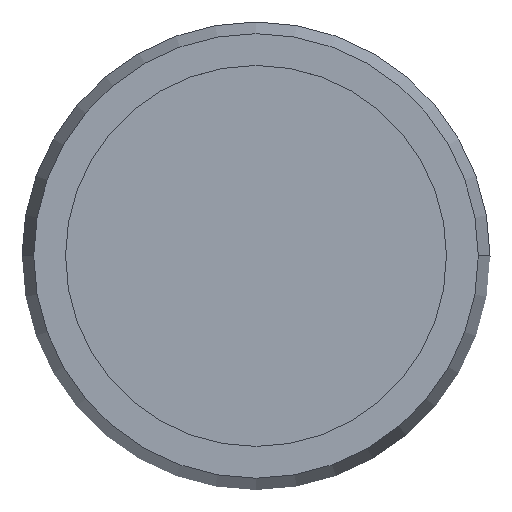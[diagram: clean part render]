
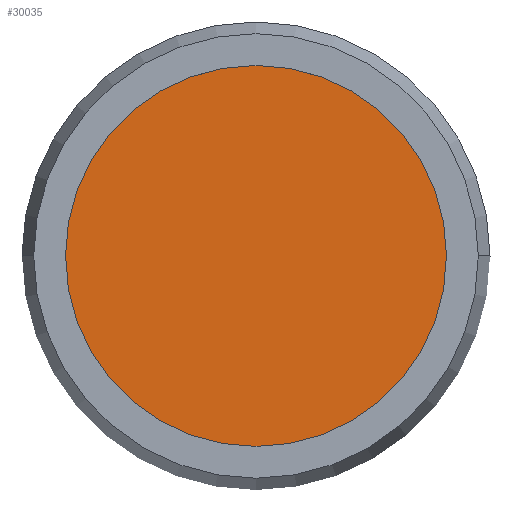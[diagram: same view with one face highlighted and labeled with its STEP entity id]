
A CAD part, top view. The second image highlights one B-rep face of the part: STEP entity #30035.
In plain terms, the highlighted planar face has unit normal (0, 0, 1).
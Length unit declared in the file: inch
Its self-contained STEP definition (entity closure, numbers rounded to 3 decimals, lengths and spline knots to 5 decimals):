
#2689 = CIRCLE ( 'NONE', #12781, 0.65081 ) ;
#3090 = DIRECTION ( 'NONE',  ( 0., 0., 1. ) ) ;
#3181 = PLANE ( 'NONE',  #24982 ) ;
#4693 = CIRCLE ( 'NONE', #18439, 0.65081 ) ;
#4955 = EDGE_CURVE ( 'NONE', #10202, #10598, #4693, .T. ) ;
#5079 = DIRECTION ( 'NONE',  ( 1., 0., 0. ) ) ;
#7448 = DIRECTION ( 'NONE',  ( 0., 0., 1. ) ) ;
#8457 = DIRECTION ( 'NONE',  ( 0., 0., 1. ) ) ;
#8540 = ORIENTED_EDGE ( 'NONE', *, *, #4955, .T. ) ;
#10202 = VERTEX_POINT ( 'NONE', #14265 ) ;
#10598 = VERTEX_POINT ( 'NONE', #23998 ) ;
#12781 = AXIS2_PLACEMENT_3D ( 'NONE', #18065, #8457, #13669 ) ;
#12815 = CARTESIAN_POINT ( 'NONE',  ( 0., 0., -0.01 ) ) ;
#13669 = DIRECTION ( 'NONE',  ( 1., 0., 0. ) ) ;
#14265 = CARTESIAN_POINT ( 'NONE',  ( -0.65081, 0., -0.01 ) ) ;
#14558 = FACE_OUTER_BOUND ( 'NONE', #24609, .T. ) ;
#14629 = DIRECTION ( 'NONE',  ( 1., 0., 0. ) ) ;
#18065 = CARTESIAN_POINT ( 'NONE',  ( 0., 0., -0.01 ) ) ;
#18439 = AXIS2_PLACEMENT_3D ( 'NONE', #24732, #3090, #14629 ) ;
#23998 = CARTESIAN_POINT ( 'NONE',  ( 0.65081, 0., -0.01 ) ) ;
#24609 = EDGE_LOOP ( 'NONE', ( #26436, #8540 ) ) ;
#24732 = CARTESIAN_POINT ( 'NONE',  ( 0., 0., -0.01 ) ) ;
#24982 = AXIS2_PLACEMENT_3D ( 'NONE', #12815, #7448, #5079 ) ;
#26436 = ORIENTED_EDGE ( 'NONE', *, *, #28118, .T. ) ;
#28118 = EDGE_CURVE ( 'NONE', #10598, #10202, #2689, .T. ) ;
#30035 = ADVANCED_FACE ( 'NONE', ( #14558 ), #3181, .T. ) ;
